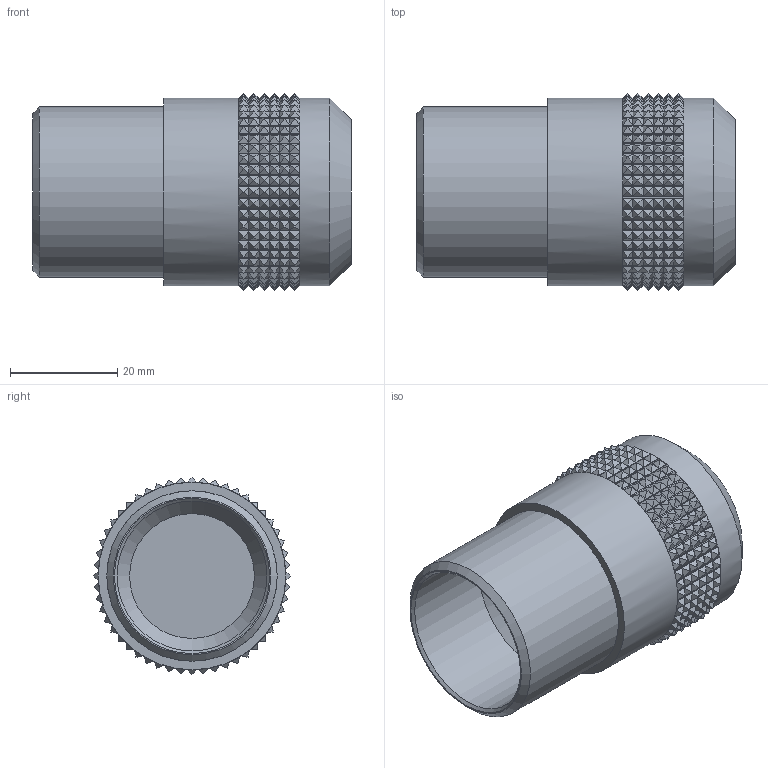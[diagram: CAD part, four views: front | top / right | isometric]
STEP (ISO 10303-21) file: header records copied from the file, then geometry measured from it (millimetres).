
FILE_DESCRIPTION (( 'STEP AP203' ), '1' );
FILE_NAME ('30787.STEP', '2011-04-12T17:25:48', ( 'EO' ), ( 'EO' ), 'SwSTEP 2.0', 'SolidWorks 2010', '' );
FILE_SCHEMA (( 'CONFIG_CONTROL_DESIGN' ));
Length unit declared in the file: millimetre
Products named in the file (1): 30787
Bounding box: 59.26 x 36.76 x 36.76 mm (x, y, z)
Volume: 36044.2 mm3; surface area: 11234.1 mm2
Topology: 1 solids, 1 shells, 1216 faces, 2893 edges, 1685 vertices
Faces by surface type: plane 1151, cylinder 60, cone 4, sphere 1
Full cylindrical faces by diameter (mm): 23.266 x1, 25.4 x1, 26.594 x1, 27.887 x1, 31.725 x1, 31.75 x1, 34.925 x2
Entity records: 33897 total; most frequent: DIRECTION 5850, CARTESIAN_POINT 5777, ORIENTED_EDGE 5756, EDGE_CURVE 2878, LINE 2340, VECTOR 2340, AXIS2_PLACEMENT_3D 1755, VERTEX_POINT 1682
